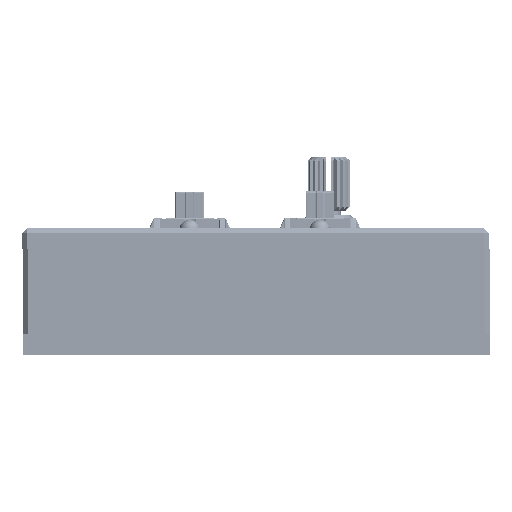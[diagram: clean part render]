
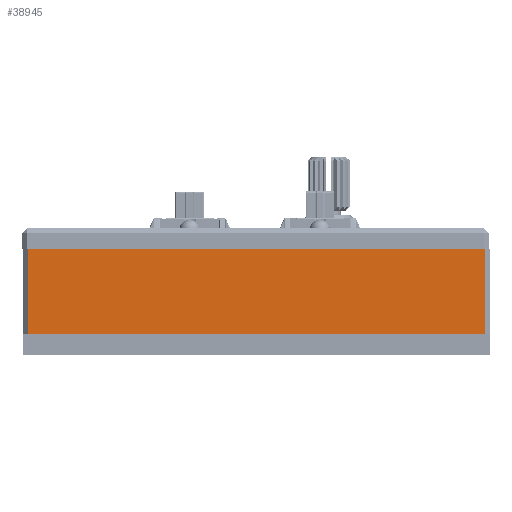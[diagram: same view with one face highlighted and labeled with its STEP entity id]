
A CAD part, front view. The second image highlights one B-rep face of the part: STEP entity #38945.
In plain terms, the highlighted planar face has unit normal (0, -1, 0).
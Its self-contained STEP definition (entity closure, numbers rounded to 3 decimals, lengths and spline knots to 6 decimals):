
#13295=ORIENTED_EDGE('',*,*,#19532,.T.);
#13296=ORIENTED_EDGE('',*,*,#19533,.T.);
#13297=ORIENTED_EDGE('',*,*,#19522,.F.);
#13298=ORIENTED_EDGE('',*,*,#19534,.T.);
#19522=EDGE_CURVE('',#23147,#23148,#26676,.T.);
#19532=EDGE_CURVE('',#23157,#23158,#26686,.T.);
#19533=EDGE_CURVE('',#23158,#23148,#26687,.T.);
#19534=EDGE_CURVE('',#23147,#23157,#26688,.T.);
#23147=VERTEX_POINT('',#70652);
#23148=VERTEX_POINT('',#70654);
#23157=VERTEX_POINT('',#70674);
#23158=VERTEX_POINT('',#70675);
#26676=LINE('',#70653,#30248);
#26686=LINE('',#70673,#30258);
#26687=LINE('',#70676,#30259);
#26688=LINE('',#70677,#30260);
#30248=VECTOR('',#56508,1.);
#30258=VECTOR('',#56520,1.);
#30259=VECTOR('',#56521,1.);
#30260=VECTOR('',#56522,1.);
#32850=EDGE_LOOP('',(#13295,#13296,#13297,#13298));
#35402=FACE_BOUND('',#32850,.T.);
#36797=PLANE('',#46277);
#38945=ADVANCED_FACE('',(#35402),#36797,.F.);
#46277=AXIS2_PLACEMENT_3D('',#70672,#56518,#56519);
#56508=DIRECTION('',(1.,0.,0.));
#56518=DIRECTION('',(0.,1.,0.));
#56519=DIRECTION('',(0.,0.,1.));
#56520=DIRECTION('',(1.,0.,0.));
#56521=DIRECTION('',(0.,0.,1.));
#56522=DIRECTION('',(0.,0.,-1.));
#70652=CARTESIAN_POINT('',(0.082717,-0.135077,0.008));
#70653=CARTESIAN_POINT('',(0.114884,-0.135077,0.008));
#70654=CARTESIAN_POINT('',(0.14705,-0.135077,0.008));
#70672=CARTESIAN_POINT('',(0.114884,-0.135077,0.008));
#70673=CARTESIAN_POINT('',(0.114884,-0.135077,-0.004));
#70674=CARTESIAN_POINT('',(0.082717,-0.135077,-0.004));
#70675=CARTESIAN_POINT('',(0.14705,-0.135077,-0.004));
#70676=CARTESIAN_POINT('',(0.14705,-0.135077,0.008));
#70677=CARTESIAN_POINT('',(0.082717,-0.135077,-0.004));
